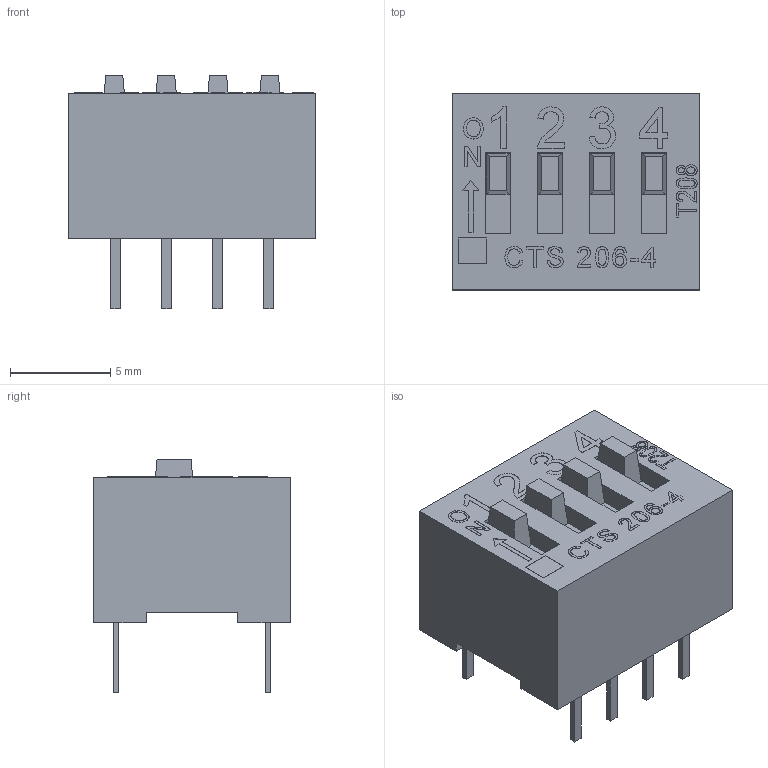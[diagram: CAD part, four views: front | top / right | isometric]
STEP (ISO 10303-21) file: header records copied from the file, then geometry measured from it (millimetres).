
FILE_DESCRIPTION(('FreeCAD Model'),'2;1');
FILE_NAME( 'User Library-DIP SWITCH 4 POS CTS 206.step', '2017-05-11T08:01:42',('kicad StepUp'),('ksu MCAD'), 'Open CASCADE STEP processor 6.8','FreeCAD','Unknown');
FILE_SCHEMA(('AUTOMOTIVE_DESIGN_CC2 { 1 2 10303 214 -1 1 5 4 }'));
Length unit declared in the file: millimetre
Products named in the file (2): ASSEMBLY; User_Library-DIP_SWITCH_4_POS_CTS_206
Assembly tree (1 placements, depth 2):
  ASSEMBLY
    User_Library-DIP_SWITCH_4_POS_CTS_206
Bounding box: 12.34 x 9.78 x 11.64 mm (x, y, z)
Volume: 843.9 mm3; surface area: 694.4 mm2
Topology: 1 solids, 1 shells, 334 faces, 864 edges, 576 vertices
Faces by surface type: plane 212, bspline 122
Entity records: 19527 total; most frequent: CARTESIAN_POINT 9818, ORIENTED_EDGE 1728, DIRECTION 1048, EDGE_CURVE 864, LINE 620, VECTOR 620, VERTEX_POINT 576, FACE_BOUND 378
